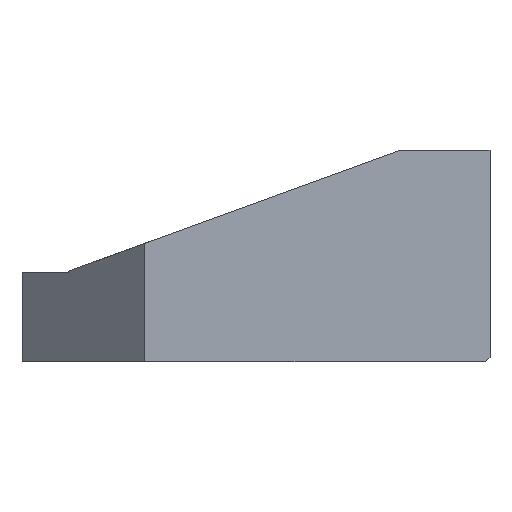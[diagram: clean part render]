
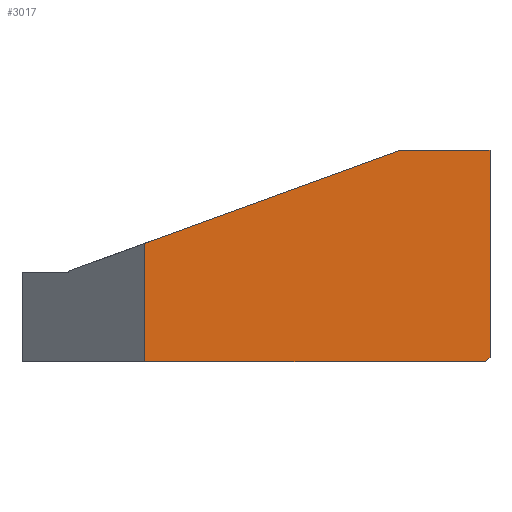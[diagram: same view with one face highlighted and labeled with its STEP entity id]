
A CAD part, front view. The second image highlights one B-rep face of the part: STEP entity #3017.
In plain terms, the highlighted planar face has unit normal (0, -1, 0).
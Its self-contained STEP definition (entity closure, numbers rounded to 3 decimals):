
#250=FACE_OUTER_BOUND('',#439,.T.);
#439=EDGE_LOOP('',(#2573,#2574,#2575,#2576,#2577,#2578));
#752=LINE('',#4773,#1120);
#776=LINE('',#4868,#1144);
#787=LINE('',#4892,#1155);
#790=LINE('',#4897,#1158);
#791=LINE('',#4899,#1159);
#792=LINE('',#4900,#1160);
#1120=VECTOR('',#3817,1000.);
#1144=VECTOR('',#3909,1000.);
#1155=VECTOR('',#3932,1000.);
#1158=VECTOR('',#3937,1000.);
#1159=VECTOR('',#3938,1000.);
#1160=VECTOR('',#3939,1000.);
#1413=VERTEX_POINT('',#4770);
#1414=VERTEX_POINT('',#4772);
#1450=VERTEX_POINT('',#4866);
#1451=VERTEX_POINT('',#4867);
#1458=VERTEX_POINT('',#4891);
#1460=VERTEX_POINT('',#4898);
#1782=EDGE_CURVE('',#1414,#1413,#752,.T.);
#1828=EDGE_CURVE('',#1450,#1451,#776,.T.);
#1840=EDGE_CURVE('',#1458,#1414,#787,.T.);
#1843=EDGE_CURVE('',#1413,#1451,#790,.T.);
#1844=EDGE_CURVE('',#1460,#1450,#791,.T.);
#1845=EDGE_CURVE('',#1460,#1458,#792,.T.);
#2573=ORIENTED_EDGE('',*,*,#1782,.T.);
#2574=ORIENTED_EDGE('',*,*,#1843,.T.);
#2575=ORIENTED_EDGE('',*,*,#1828,.F.);
#2576=ORIENTED_EDGE('',*,*,#1844,.F.);
#2577=ORIENTED_EDGE('',*,*,#1845,.T.);
#2578=ORIENTED_EDGE('',*,*,#1840,.T.);
#2843=PLANE('',#3249);
#3017=ADVANCED_FACE('',(#250),#2843,.F.);
#3249=AXIS2_PLACEMENT_3D('',#4896,#3935,#3936);
#3817=DIRECTION('',(1.,0.,0.));
#3909=DIRECTION('',(0.,0.,-1.));
#3932=DIRECTION('',(0.,0.,-1.));
#3935=DIRECTION('center_axis',(0.,1.,0.));
#3936=DIRECTION('ref_axis',(0.,0.,1.));
#3937=DIRECTION('',(0.707,0.,0.707));
#3938=DIRECTION('',(1.,0.,0.));
#3939=DIRECTION('',(-0.94,0.,-0.342));
#4770=CARTESIAN_POINT('',(20.6,-27.,0.));
#4772=CARTESIAN_POINT('',(-10.,-27.,0.));
#4773=CARTESIAN_POINT('',(-10.,-27.,0.));
#4866=CARTESIAN_POINT('',(21.,-27.,19.));
#4867=CARTESIAN_POINT('',(21.,-27.,0.4));
#4868=CARTESIAN_POINT('',(21.,-27.,45.483));
#4891=CARTESIAN_POINT('',(-10.,-27.,10.623));
#4892=CARTESIAN_POINT('',(-10.,-27.,45.483));
#4896=CARTESIAN_POINT('Origin',(-10.,-27.,45.483));
#4897=CARTESIAN_POINT('',(21.,-27.,0.4));
#4898=CARTESIAN_POINT('',(13.,-27.,19.));
#4899=CARTESIAN_POINT('',(13.,-27.,19.));
#4900=CARTESIAN_POINT('',(-17.2,-27.,8.));
